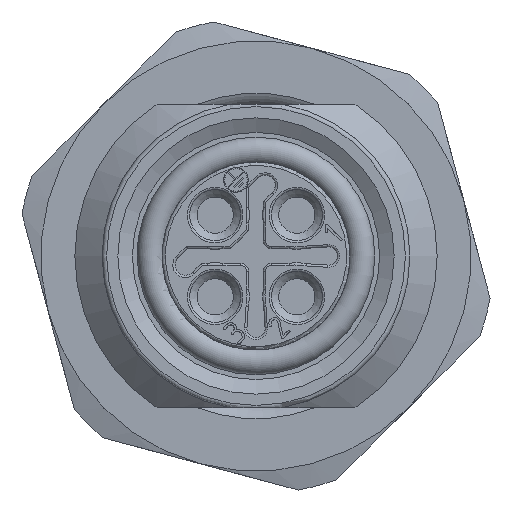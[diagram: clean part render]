
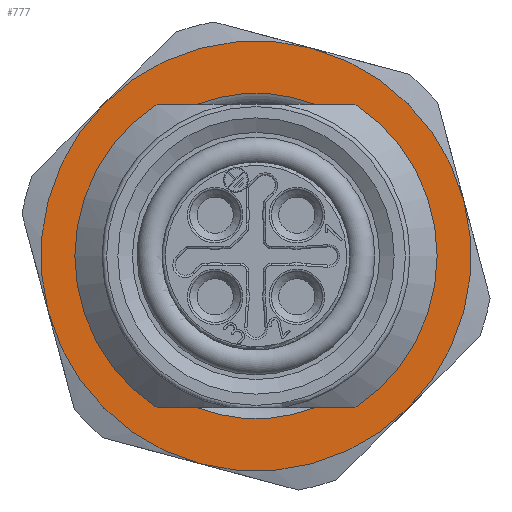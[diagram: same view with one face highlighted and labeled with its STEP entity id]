
A CAD part, left-side view. The second image highlights one B-rep face of the part: STEP entity #777.
In plain terms, the highlighted planar face has unit normal (-1, 0, 0).
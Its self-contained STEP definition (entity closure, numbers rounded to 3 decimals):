
#215=FACE_BOUND('',#1485,.T.);
#216=FACE_BOUND('',#1486,.T.);
#485=PLANE('',#5690);
#777=ADVANCED_FACE('',(#215,#216),#485,.T.);
#1485=EDGE_LOOP('',(#3695,#3696,#3697,#3698,#3699,#3700));
#1486=EDGE_LOOP('',(#3701,#3702,#3703,#3704,#3705,#3706,#3707,#3708));
#1517=LINE('',#7345,#1926);
#1520=LINE('',#7358,#1929);
#1527=LINE('',#7380,#1936);
#1530=LINE('',#7393,#1939);
#1926=VECTOR('',#5804,1.);
#1929=VECTOR('',#5807,1.);
#1936=VECTOR('',#5816,1.);
#1939=VECTOR('',#5819,1.);
#3695=ORIENTED_EDGE('',*,*,#4973,.T.);
#3696=ORIENTED_EDGE('',*,*,#4974,.T.);
#3697=ORIENTED_EDGE('',*,*,#4975,.T.);
#3698=ORIENTED_EDGE('',*,*,#4976,.T.);
#3699=ORIENTED_EDGE('',*,*,#4977,.T.);
#3700=ORIENTED_EDGE('',*,*,#4978,.T.);
#3701=ORIENTED_EDGE('',*,*,#4336,.F.);
#3702=ORIENTED_EDGE('',*,*,#4291,.T.);
#3703=ORIENTED_EDGE('',*,*,#4344,.F.);
#3704=ORIENTED_EDGE('',*,*,#4971,.T.);
#3705=ORIENTED_EDGE('',*,*,#4349,.F.);
#3706=ORIENTED_EDGE('',*,*,#4295,.T.);
#3707=ORIENTED_EDGE('',*,*,#4331,.F.);
#3708=ORIENTED_EDGE('',*,*,#4969,.T.);
#3807=VERTEX_POINT('',#7145);
#3808=VERTEX_POINT('',#7146);
#3811=VERTEX_POINT('',#7154);
#3812=VERTEX_POINT('',#7155);
#3842=VERTEX_POINT('',#7343);
#3846=VERTEX_POINT('',#7359);
#3852=VERTEX_POINT('',#7378);
#3856=VERTEX_POINT('',#7394);
#4261=VERTEX_POINT('',#9864);
#4262=VERTEX_POINT('',#9865);
#4263=VERTEX_POINT('',#9867);
#4264=VERTEX_POINT('',#9869);
#4265=VERTEX_POINT('',#9871);
#4266=VERTEX_POINT('',#9873);
#4291=EDGE_CURVE('',#3807,#3808,#5021,.T.);
#4295=EDGE_CURVE('',#3811,#3812,#5023,.T.);
#4331=EDGE_CURVE('',#3842,#3812,#1517,.T.);
#4336=EDGE_CURVE('',#3807,#3846,#1520,.T.);
#4344=EDGE_CURVE('',#3852,#3808,#1527,.T.);
#4349=EDGE_CURVE('',#3811,#3856,#1530,.T.);
#4969=EDGE_CURVE('',#3842,#3846,#5205,.T.);
#4971=EDGE_CURVE('',#3852,#3856,#5207,.T.);
#4973=EDGE_CURVE('',#4261,#4262,#5209,.T.);
#4974=EDGE_CURVE('',#4262,#4263,#5210,.T.);
#4975=EDGE_CURVE('',#4263,#4264,#5211,.T.);
#4976=EDGE_CURVE('',#4264,#4265,#5212,.T.);
#4977=EDGE_CURVE('',#4265,#4266,#5213,.T.);
#4978=EDGE_CURVE('',#4266,#4261,#5214,.T.);
#5021=CIRCLE('',#5228,8.);
#5023=CIRCLE('',#5231,8.);
#5205=CIRCLE('',#5678,7.188);
#5207=CIRCLE('',#5681,7.188);
#5209=CIRCLE('',#5684,9.5);
#5210=CIRCLE('',#5685,9.5);
#5211=CIRCLE('',#5686,9.5);
#5212=CIRCLE('',#5687,9.5);
#5213=CIRCLE('',#5688,9.5);
#5214=CIRCLE('',#5689,9.5);
#5228=AXIS2_PLACEMENT_3D('',#7144,#5724,#5725);
#5231=AXIS2_PLACEMENT_3D('',#7153,#5732,#5733);
#5678=AXIS2_PLACEMENT_3D('',#9857,#7037,#7038);
#5681=AXIS2_PLACEMENT_3D('',#9860,#7043,#7044);
#5684=AXIS2_PLACEMENT_3D('',#9863,#7049,#7050);
#5685=AXIS2_PLACEMENT_3D('',#9866,#7051,#7052);
#5686=AXIS2_PLACEMENT_3D('',#9868,#7053,#7054);
#5687=AXIS2_PLACEMENT_3D('',#9870,#7055,#7056);
#5688=AXIS2_PLACEMENT_3D('',#9872,#7057,#7058);
#5689=AXIS2_PLACEMENT_3D('',#9874,#7059,#7060);
#5690=AXIS2_PLACEMENT_3D('',#9875,#7061,#7062);
#5724=DIRECTION('',(1.,0.,0.));
#5725=DIRECTION('',(0.,0.,1.));
#5732=DIRECTION('',(1.,0.,0.));
#5733=DIRECTION('',(0.,0.,1.));
#5804=DIRECTION('',(0.,-1.,0.));
#5807=DIRECTION('',(0.,-1.,0.));
#5816=DIRECTION('',(0.,1.,0.));
#5819=DIRECTION('',(0.,1.,0.));
#7037=DIRECTION('',(1.,0.,0.));
#7038=DIRECTION('',(0.,0.259,-0.966));
#7043=DIRECTION('',(1.,0.,0.));
#7044=DIRECTION('',(0.,0.259,-0.966));
#7049=DIRECTION('',(-1.,0.,0.));
#7050=DIRECTION('',(0.,-0.259,0.966));
#7051=DIRECTION('',(-1.,0.,0.));
#7052=DIRECTION('',(0.,-0.259,0.966));
#7053=DIRECTION('',(-1.,0.,0.));
#7054=DIRECTION('',(0.,-0.259,0.966));
#7055=DIRECTION('',(-1.,0.,0.));
#7056=DIRECTION('',(0.,-0.259,0.966));
#7057=DIRECTION('',(-1.,0.,0.));
#7058=DIRECTION('',(0.,-0.259,0.966));
#7059=DIRECTION('',(-1.,0.,0.));
#7060=DIRECTION('',(0.,-0.259,0.966));
#7061=DIRECTION('',(-1.,0.,0.));
#7062=DIRECTION('',(0.,-0.259,0.966));
#7144=CARTESIAN_POINT('',(9.2,0.,0.));
#7145=CARTESIAN_POINT('',(9.2,4.371,-6.7));
#7146=CARTESIAN_POINT('',(9.2,4.371,6.7));
#7153=CARTESIAN_POINT('',(9.2,0.,0.));
#7154=CARTESIAN_POINT('',(9.2,-4.371,6.7));
#7155=CARTESIAN_POINT('',(9.2,-4.371,-6.7));
#7343=CARTESIAN_POINT('',(9.2,-2.603,-6.7));
#7345=CARTESIAN_POINT('',(9.2,0.,-6.7));
#7358=CARTESIAN_POINT('',(9.2,0.,-6.7));
#7359=CARTESIAN_POINT('',(9.2,2.603,-6.7));
#7378=CARTESIAN_POINT('',(9.2,2.603,6.7));
#7380=CARTESIAN_POINT('',(9.2,0.,6.7));
#7393=CARTESIAN_POINT('',(9.2,0.,6.7));
#7394=CARTESIAN_POINT('',(9.2,-2.603,6.7));
#9857=CARTESIAN_POINT('',(9.2,0.,0.));
#9860=CARTESIAN_POINT('',(9.2,0.,0.));
#9863=CARTESIAN_POINT('',(9.2,0.,0.));
#9864=CARTESIAN_POINT('',(9.2,-6.718,-6.718));
#9865=CARTESIAN_POINT('',(9.2,-9.176,2.459));
#9866=CARTESIAN_POINT('',(9.2,0.,0.));
#9867=CARTESIAN_POINT('',(9.2,-2.459,9.176));
#9868=CARTESIAN_POINT('',(9.2,0.,0.));
#9869=CARTESIAN_POINT('',(9.2,6.718,6.718));
#9870=CARTESIAN_POINT('',(9.2,0.,0.));
#9871=CARTESIAN_POINT('',(9.2,9.176,-2.459));
#9872=CARTESIAN_POINT('',(9.2,0.,0.));
#9873=CARTESIAN_POINT('',(9.2,2.459,-9.176));
#9874=CARTESIAN_POINT('',(9.2,0.,0.));
#9875=CARTESIAN_POINT('',(9.2,0.,0.));
